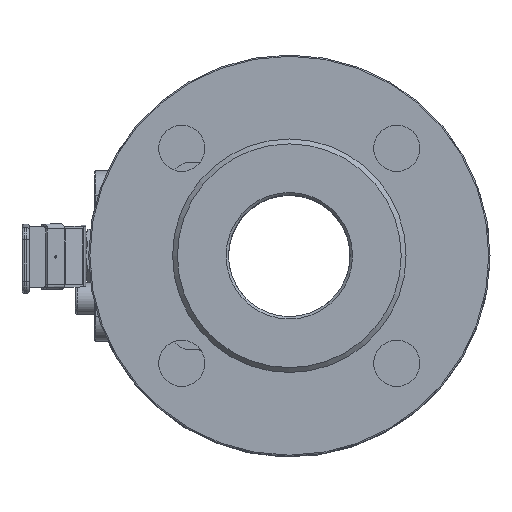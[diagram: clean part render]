
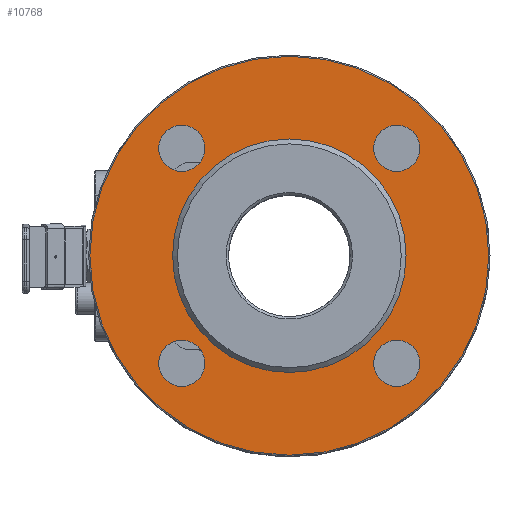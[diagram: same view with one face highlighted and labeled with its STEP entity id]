
A CAD part, top view. The second image highlights one B-rep face of the part: STEP entity #10768.
In plain terms, the highlighted planar face has unit normal (0, 0, 1).
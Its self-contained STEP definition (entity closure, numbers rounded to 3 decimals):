
#331=FACE_BOUND('',#1634,.T.);
#332=FACE_BOUND('',#1635,.T.);
#333=FACE_BOUND('',#1636,.T.);
#334=FACE_BOUND('',#1637,.T.);
#335=FACE_BOUND('',#1638,.T.);
#505=PLANE('',#11867);
#982=FACE_OUTER_BOUND('',#1633,.T.);
#1633=EDGE_LOOP('',(#7822));
#1634=EDGE_LOOP('',(#7823));
#1635=EDGE_LOOP('',(#7824));
#1636=EDGE_LOOP('',(#7825));
#1637=EDGE_LOOP('',(#7826));
#1638=EDGE_LOOP('',(#7827));
#2334=CIRCLE('',#11866,82.);
#2335=CIRCLE('',#11868,48.);
#2336=CIRCLE('',#11869,9.5);
#2337=CIRCLE('',#11870,9.5);
#2338=CIRCLE('',#11871,9.5);
#2339=CIRCLE('',#11872,9.5);
#4746=VERTEX_POINT('',#18108);
#4747=VERTEX_POINT('',#18112);
#4748=VERTEX_POINT('',#18114);
#4749=VERTEX_POINT('',#18116);
#4750=VERTEX_POINT('',#18118);
#4751=VERTEX_POINT('',#18120);
#5885=EDGE_CURVE('',#4746,#4746,#2334,.T.);
#5886=EDGE_CURVE('',#4747,#4747,#2335,.T.);
#5887=EDGE_CURVE('',#4748,#4748,#2336,.T.);
#5888=EDGE_CURVE('',#4749,#4749,#2337,.T.);
#5889=EDGE_CURVE('',#4750,#4750,#2338,.T.);
#5890=EDGE_CURVE('',#4751,#4751,#2339,.T.);
#7822=ORIENTED_EDGE('',*,*,#5885,.F.);
#7823=ORIENTED_EDGE('',*,*,#5886,.F.);
#7824=ORIENTED_EDGE('',*,*,#5887,.F.);
#7825=ORIENTED_EDGE('',*,*,#5888,.F.);
#7826=ORIENTED_EDGE('',*,*,#5889,.F.);
#7827=ORIENTED_EDGE('',*,*,#5890,.F.);
#10768=ADVANCED_FACE('',(#982,#331,#332,#333,#334,#335),#505,.F.);
#11866=AXIS2_PLACEMENT_3D('',#18110,#13624,#13625);
#11867=AXIS2_PLACEMENT_3D('',#18111,#13626,#13627);
#11868=AXIS2_PLACEMENT_3D('',#18113,#13628,#13629);
#11869=AXIS2_PLACEMENT_3D('',#18115,#13630,#13631);
#11870=AXIS2_PLACEMENT_3D('',#18117,#13632,#13633);
#11871=AXIS2_PLACEMENT_3D('',#18119,#13634,#13635);
#11872=AXIS2_PLACEMENT_3D('',#18121,#13636,#13637);
#13624=DIRECTION('center_axis',(0.,0.,-1.));
#13625=DIRECTION('ref_axis',(1.,0.,0.));
#13626=DIRECTION('center_axis',(0.,0.,-1.));
#13627=DIRECTION('ref_axis',(-1.,0.,0.));
#13628=DIRECTION('center_axis',(0.,0.,1.));
#13629=DIRECTION('ref_axis',(-1.,0.,0.));
#13630=DIRECTION('center_axis',(0.,0.,1.));
#13631=DIRECTION('ref_axis',(1.,0.,0.));
#13632=DIRECTION('center_axis',(0.,0.,1.));
#13633=DIRECTION('ref_axis',(1.,0.,0.));
#13634=DIRECTION('center_axis',(0.,0.,1.));
#13635=DIRECTION('ref_axis',(1.,0.,0.));
#13636=DIRECTION('center_axis',(0.,0.,1.));
#13637=DIRECTION('ref_axis',(1.,0.,0.));
#18108=CARTESIAN_POINT('',(82.,0.,2.3));
#18110=CARTESIAN_POINT('Origin',(0.,0.,2.3));
#18111=CARTESIAN_POINT('Origin',(0.,0.,2.3));
#18112=CARTESIAN_POINT('',(48.,0.,2.3));
#18113=CARTESIAN_POINT('Origin',(0.,0.,2.3));
#18114=CARTESIAN_POINT('',(34.694,-44.194,2.3));
#18115=CARTESIAN_POINT('Origin',(44.194,-44.194,2.3));
#18116=CARTESIAN_POINT('',(34.694,44.194,2.3));
#18117=CARTESIAN_POINT('Origin',(44.194,44.194,2.3));
#18118=CARTESIAN_POINT('',(-53.694,44.194,2.3));
#18119=CARTESIAN_POINT('Origin',(-44.194,44.194,2.3));
#18120=CARTESIAN_POINT('',(-53.694,-44.194,2.3));
#18121=CARTESIAN_POINT('Origin',(-44.194,-44.194,2.3));
